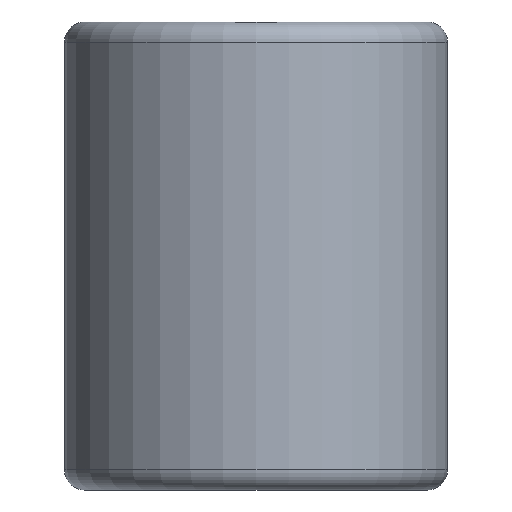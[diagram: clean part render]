
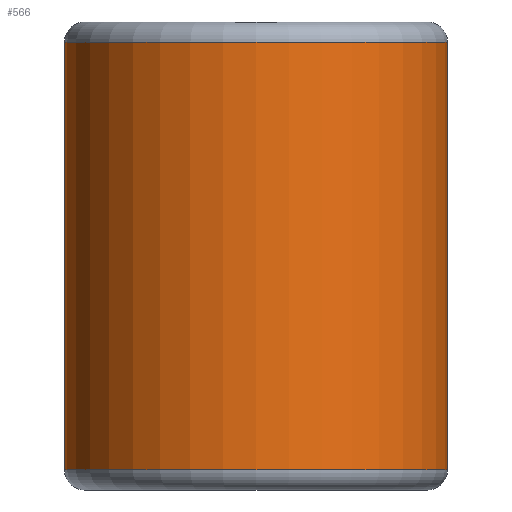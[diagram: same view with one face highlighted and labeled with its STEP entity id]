
A CAD part, front view. The second image highlights one B-rep face of the part: STEP entity #566.
In plain terms, the highlighted cylindrical face has radius 7.125 mm (diameter 14.249 mm), a partial arc.
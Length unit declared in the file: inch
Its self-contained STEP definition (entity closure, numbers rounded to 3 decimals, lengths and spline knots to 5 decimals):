
#31 = DIRECTION ( 'NONE',  ( 1., 0., 0. ) ) ;
#47 = ORIENTED_EDGE ( 'NONE', *, *, #1847, .T. ) ;
#63 = CARTESIAN_POINT ( 'NONE',  ( -0.062, -0.968, 0.3125 ) ) ;
#80 = ORIENTED_EDGE ( 'NONE', *, *, #1967, .T. ) ;
#94 = DIRECTION ( 'NONE',  ( 1., 0., 0. ) ) ;
#121 = CARTESIAN_POINT ( 'NONE',  ( 0.499, -0.968, -0.3125 ) ) ;
#154 = LINE ( 'NONE', #1010, #692 ) ;
#165 = AXIS2_PLACEMENT_3D ( 'NONE', #2469, #1234, #31 ) ;
#260 = CARTESIAN_POINT ( 'NONE',  ( 0.2185, -0.968, 0.3125 ) ) ;
#264 = CARTESIAN_POINT ( 'NONE',  ( 0.2185, -0.968, 0. ) ) ;
#451 = EDGE_CURVE ( 'NONE', #493, #470, #1823, .T. ) ;
#454 = CARTESIAN_POINT ( 'NONE',  ( -0.062, -0.968, 0.3125 ) ) ;
#459 = DIRECTION ( 'NONE',  ( 1., 0., 0. ) ) ;
#470 = VERTEX_POINT ( 'NONE', #1456 ) ;
#493 = VERTEX_POINT ( 'NONE', #454 ) ;
#566 = ADVANCED_FACE ( 'NONE', ( #2182 ), #2399, .T. ) ;
#692 = VECTOR ( 'NONE', #2247, 39.37008 ) ;
#897 = EDGE_CURVE ( 'NONE', #493, #1585, #2233, .T. ) ;
#1004 = AXIS2_PLACEMENT_3D ( 'NONE', #260, #1696, #459 ) ;
#1010 = CARTESIAN_POINT ( 'NONE',  ( 0.499, -0.968, 0. ) ) ;
#1234 = DIRECTION ( 'NONE',  ( 0., 0., 1. ) ) ;
#1456 = CARTESIAN_POINT ( 'NONE',  ( -0.062, -0.968, -0.3125 ) ) ;
#1585 = VERTEX_POINT ( 'NONE', #2270 ) ;
#1619 = ORIENTED_EDGE ( 'NONE', *, *, #897, .F. ) ;
#1696 = DIRECTION ( 'NONE',  ( 0., 0., 1. ) ) ;
#1701 = DIRECTION ( 'NONE',  ( 0., 0., 1. ) ) ;
#1720 = AXIS2_PLACEMENT_3D ( 'NONE', #264, #1701, #94 ) ;
#1823 = LINE ( 'NONE', #63, #2087 ) ;
#1847 = EDGE_CURVE ( 'NONE', #2251, #1585, #154, .T. ) ;
#1967 = EDGE_CURVE ( 'NONE', #470, #2251, #2197, .T. ) ;
#2041 = ORIENTED_EDGE ( 'NONE', *, *, #451, .T. ) ;
#2087 = VECTOR ( 'NONE', #2501, 39.37008 ) ;
#2182 = FACE_OUTER_BOUND ( 'NONE', #2377, .T. ) ;
#2197 = CIRCLE ( 'NONE', #165, 0.2805 ) ;
#2233 = CIRCLE ( 'NONE', #1004, 0.2805 ) ;
#2247 = DIRECTION ( 'NONE',  ( 0., 0., 1. ) ) ;
#2251 = VERTEX_POINT ( 'NONE', #121 ) ;
#2270 = CARTESIAN_POINT ( 'NONE',  ( 0.499, -0.968, 0.3125 ) ) ;
#2377 = EDGE_LOOP ( 'NONE', ( #80, #47, #1619, #2041 ) ) ;
#2399 = CYLINDRICAL_SURFACE ( 'NONE', #1720, 0.2805 ) ;
#2469 = CARTESIAN_POINT ( 'NONE',  ( 0.2185, -0.968, -0.3125 ) ) ;
#2501 = DIRECTION ( 'NONE',  ( 0., 0., -1. ) ) ;
